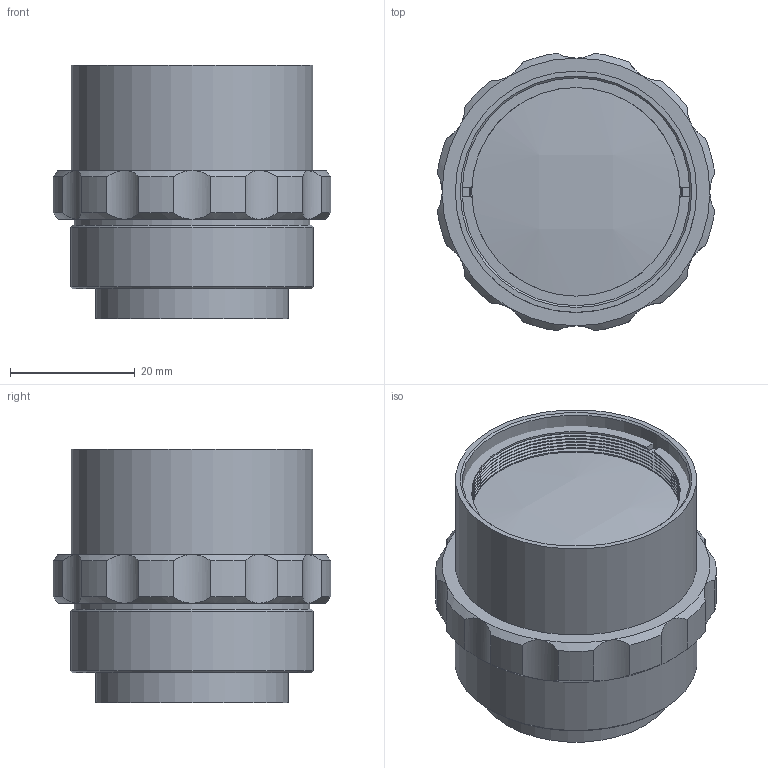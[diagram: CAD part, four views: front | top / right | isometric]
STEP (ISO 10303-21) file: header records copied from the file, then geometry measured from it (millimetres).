
FILE_DESCRIPTION (( 'STEP AP203' ), '1' );
FILE_NAME ('87311l.STEP', '2014-03-13T14:47:01', ( '' ), ( '' ), 'SwSTEP 2.0', 'SolidWorks 2014', '' );
FILE_SCHEMA (( 'CONFIG_CONTROL_DESIGN' ));
Length unit declared in the file: inch
Products named in the file (2): 87311l
Bounding box: 44.6 x 44.6 x 40.72 mm (x, y, z)
Surface area: 11841.2 mm2 (no closed solid volume)
Topology: 0 solids, 5 shells, 120 faces, 286 edges, 182 vertices
Faces by surface type: cylinder 45, cone 44, plane 22, bspline 9
Full cylindrical faces by diameter (mm): 23.5 x1, 24 x1, 29 x2, 31 x1, 33.5 x5, 35.8 x1, 36.57 x1, 37 x1, 37.2 x1, 37.8 x1, 38.75 x1, 39 x1
Entity records: 4779 total; most frequent: CARTESIAN_POINT 2203, DIRECTION 502, ORIENTED_EDGE 450, AXIS2_PLACEMENT_3D 229, EDGE_CURVE 227, EDGE_LOOP 172, VERTEX_POINT 161, FACE_OUTER_BOUND 142
